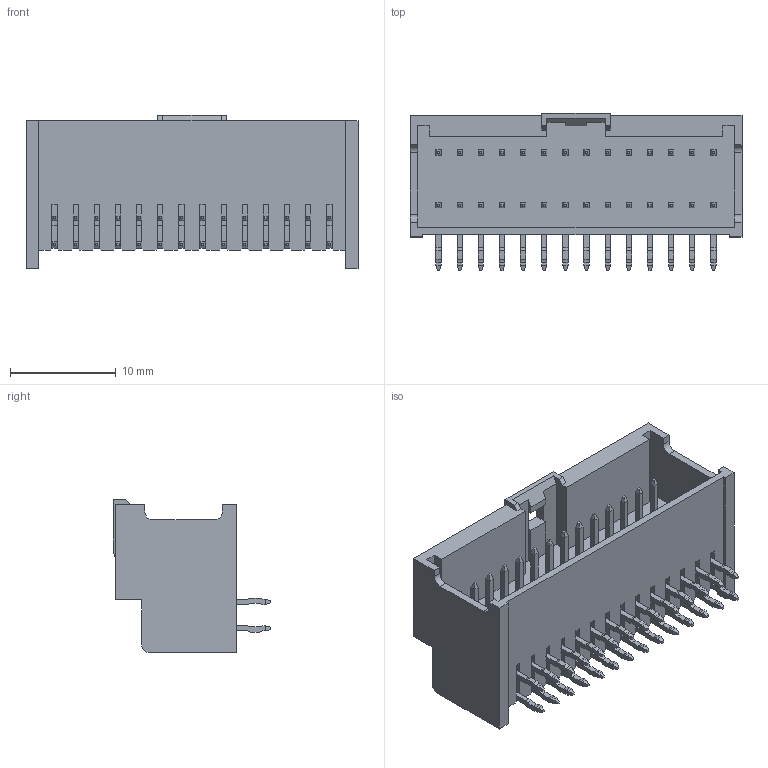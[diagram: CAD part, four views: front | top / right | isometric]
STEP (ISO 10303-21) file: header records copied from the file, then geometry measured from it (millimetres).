
FILE_DESCRIPTION( ( 'Unknown' ), '1' );
FILE_NAME( '62402821722.stp', 'Unknown', ( 'Unknown' ), ( 'Unknown' ), 'PSStep 17.0.49', 'Unknown', ' ' );
FILE_SCHEMA( ( 'AUTOMOTIVE_DESIGN { 1 0 10303 214 1 1 1 1 }' ) );
Length unit declared in the file: millimetre
Products named in the file (4): Assem1; 6240xx21722_PIN; 6240xx21722_PIN_LONGUE; 62402821722
Assembly tree (29 placements, depth 2):
  Assem1
    6240xx21722_PIN  x14
    6240xx21722_PIN_LONGUE  x14
    62402821722
Bounding box: 31.4 x 14.9 x 14.5 mm (x, y, z)
Volume: 1684.3 mm3; surface area: 4089.2 mm2
Topology: 29 solids, 29 shells, 1253 faces, 3332 edges, 2108 vertices
Faces by surface type: plane 1191, cylinder 62
Entity records: 23416 total; most frequent: CARTESIAN_POINT 3343, ORIENTED_EDGE 3336, DIRECTION 2902, EDGE_CURVE 1668, LINE 1648, VECTOR 1648, VERTEX_POINT 1068, AXIS2_PLACEMENT_3D 627
